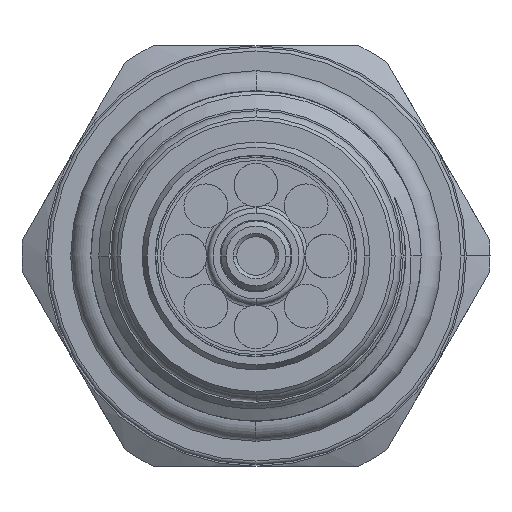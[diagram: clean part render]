
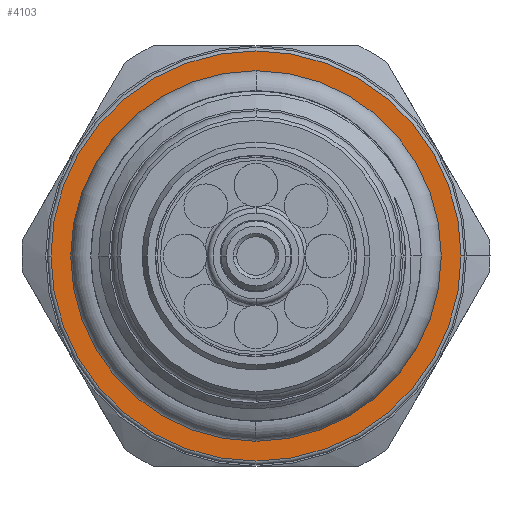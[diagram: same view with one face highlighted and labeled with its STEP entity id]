
A CAD part, left-side view. The second image highlights one B-rep face of the part: STEP entity #4103.
In plain terms, the highlighted planar face has unit normal (-1, 0, 0).
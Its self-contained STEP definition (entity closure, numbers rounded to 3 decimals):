
#1186 = DIRECTION ( 'NONE',  ( 1., 0., 0. ) ) ;
#1187 = DIRECTION ( 'NONE',  ( 0., -1., 0. ) ) ;
#1190 = CARTESIAN_POINT ( 'NONE',  ( -37.795, -8.395, 0. ) ) ;
#1194 = PLANE ( 'NONE',  #14540 ) ;
#2422 = EDGE_CURVE ( 'NONE', #12682, #12704, #9743, .T. ) ;
#2425 = EDGE_CURVE ( 'NONE', #12681, #12709, #9797, .T. ) ;
#2660 = EDGE_CURVE ( 'NONE', #12709, #12681, #9681, .T. ) ;
#2661 = EDGE_CURVE ( 'NONE', #12704, #12682, #9675, .T. ) ;
#3743 = DIRECTION ( 'NONE',  ( 0., -1., 0. ) ) ;
#3744 = DIRECTION ( 'NONE',  ( 1., 0., 0. ) ) ;
#3746 = CARTESIAN_POINT ( 'NONE',  ( -37.795, 0., 0. ) ) ;
#3747 = DIRECTION ( 'NONE',  ( 0., -1., 0. ) ) ;
#3748 = DIRECTION ( 'NONE',  ( -1., 0., 0. ) ) ;
#3749 = CARTESIAN_POINT ( 'NONE',  ( -37.795, 0., 0. ) ) ;
#4103 = ADVANCED_FACE ( 'NONE', ( #5585, #5447 ), #1194, .F. ) ;
#5447 = FACE_OUTER_BOUND ( 'NONE', #10128, .T. ) ;
#5585 = FACE_BOUND ( 'NONE', #10037, .T. ) ;
#7706 = CARTESIAN_POINT ( 'NONE',  ( -37.795, 8.895, 0. ) ) ;
#7713 = CARTESIAN_POINT ( 'NONE',  ( -37.795, 11.7, 0. ) ) ;
#7772 = CARTESIAN_POINT ( 'NONE',  ( -37.795, -8.895, 0. ) ) ;
#7773 = CARTESIAN_POINT ( 'NONE',  ( -37.795, -11.7, 0. ) ) ;
#7988 = AXIS2_PLACEMENT_3D ( 'NONE', #12222, #12215, #12141 ) ;
#8060 = AXIS2_PLACEMENT_3D ( 'NONE', #12359, #12140, #12137 ) ;
#9675 = CIRCLE ( 'NONE', #14503, 11.7 ) ;
#9681 = CIRCLE ( 'NONE', #14502, 8.895 ) ;
#9743 = CIRCLE ( 'NONE', #8060, 11.7 ) ;
#9797 = CIRCLE ( 'NONE', #7988, 8.895 ) ;
#10037 = EDGE_LOOP ( 'NONE', ( #13780, #10640 ) ) ;
#10128 = EDGE_LOOP ( 'NONE', ( #13738, #13760 ) ) ;
#10640 = ORIENTED_EDGE ( 'NONE', *, *, #2660, .T. ) ;
#12137 = DIRECTION ( 'NONE',  ( 0., -1., 0. ) ) ;
#12140 = DIRECTION ( 'NONE',  ( -1., 0., 0. ) ) ;
#12141 = DIRECTION ( 'NONE',  ( 0., -1., 0. ) ) ;
#12215 = DIRECTION ( 'NONE',  ( 1., 0., 0. ) ) ;
#12222 = CARTESIAN_POINT ( 'NONE',  ( -37.795, 0., 0. ) ) ;
#12359 = CARTESIAN_POINT ( 'NONE',  ( -37.795, 0., 0. ) ) ;
#12681 = VERTEX_POINT ( 'NONE', #7772 ) ;
#12682 = VERTEX_POINT ( 'NONE', #7773 ) ;
#12704 = VERTEX_POINT ( 'NONE', #7713 ) ;
#12709 = VERTEX_POINT ( 'NONE', #7706 ) ;
#13738 = ORIENTED_EDGE ( 'NONE', *, *, #2422, .T. ) ;
#13760 = ORIENTED_EDGE ( 'NONE', *, *, #2661, .T. ) ;
#13780 = ORIENTED_EDGE ( 'NONE', *, *, #2425, .T. ) ;
#14502 = AXIS2_PLACEMENT_3D ( 'NONE', #3746, #3744, #3743 ) ;
#14503 = AXIS2_PLACEMENT_3D ( 'NONE', #3749, #3748, #3747 ) ;
#14540 = AXIS2_PLACEMENT_3D ( 'NONE', #1190, #1186, #1187 ) ;
